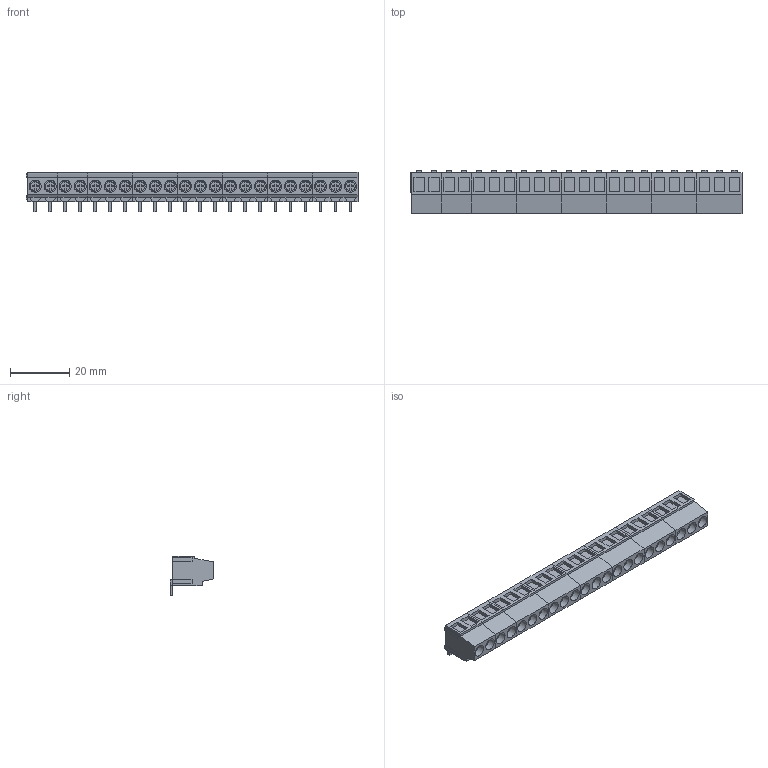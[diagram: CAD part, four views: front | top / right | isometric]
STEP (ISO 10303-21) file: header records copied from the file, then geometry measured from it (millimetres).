
FILE_DESCRIPTION(('CATIA V5 STEP Exchange','CAx-IF Rec.Pracs.--- Model Styling and Organization---1.2---2011-12-15'),'2;1');
FILE_NAME ('D1465194_0_9995150000_9995150000.stp','2018-03-31T10:08:41+00:00',('none'),('Weidmueller'),'CATIA Version 5-6 Release 2014','CATIA V5 STEP AP214','none');
FILE_SCHEMA(('AUTOMOTIVE_DESIGN { 1 0 10303 214 1 1 1 1 }'));
Length unit declared in the file: millimetre
Products named in the file (1): 9995150000
Bounding box: 112.31 x 14.6 x 13.5 mm (x, y, z)
Volume: 10659.4 mm3; surface area: 12378.8 mm2
Topology: 52 solids, 52 shells, 1572 faces, 4162 edges, 2760 vertices
Faces by surface type: plane 1440, cylinder 132
Entity records: 49510 total; most frequent: CARTESIAN_POINT 9644, ORIENTED_EDGE 8324, DIRECTION 7232, EDGE_CURVE 4162, VECTOR 3810, LINE 3810, VERTEX_POINT 2760, AXIS2_PLACEMENT_3D 1850
